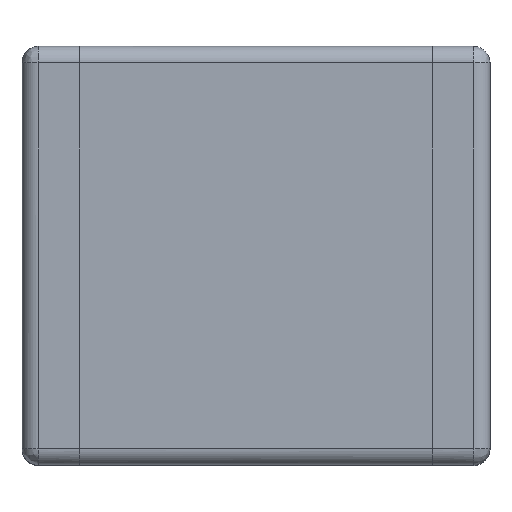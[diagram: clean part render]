
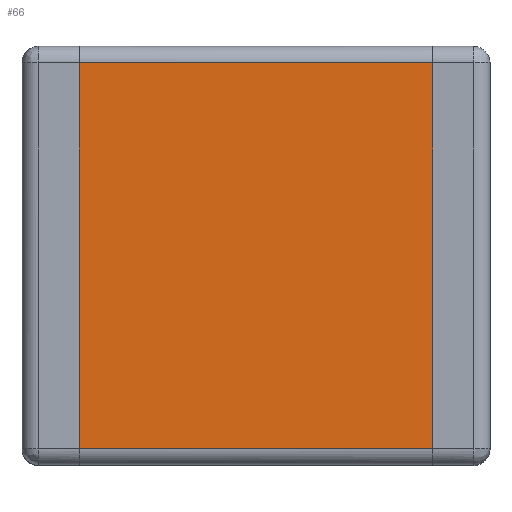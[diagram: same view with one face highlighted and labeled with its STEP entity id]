
A CAD part, top view. The second image highlights one B-rep face of the part: STEP entity #66.
In plain terms, the highlighted planar face has unit normal (0, 0, 1).
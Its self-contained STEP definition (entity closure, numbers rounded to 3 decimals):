
#66=ADVANCED_FACE('',(#112),#660,.T.);
#112=FACE_OUTER_BOUND('',#158,.T.);
#158=EDGE_LOOP('',(#272,#273,#274,#275));
#272=ORIENTED_EDGE('',*,*,#417,.F.);
#273=ORIENTED_EDGE('',*,*,#425,.F.);
#274=ORIENTED_EDGE('',*,*,#412,.F.);
#275=ORIENTED_EDGE('',*,*,#424,.F.);
#412=EDGE_CURVE('',#589,#588,#532,.T.);
#417=EDGE_CURVE('',#599,#598,#537,.T.);
#424=EDGE_CURVE('',#598,#589,#544,.T.);
#425=EDGE_CURVE('',#588,#599,#545,.T.);
#532=B_SPLINE_CURVE_WITH_KNOTS('',1,(#980,#981),.UNSPECIFIED.,.F.,.F.,(2,
2),(-54.663,-42.037),.UNSPECIFIED.);
#537=B_SPLINE_CURVE_WITH_KNOTS('',1,(#990,#991),.UNSPECIFIED.,.F.,.F.,(2,
2),(-27.063,-14.437),.UNSPECIFIED.);
#544=B_SPLINE_CURVE_WITH_KNOTS('',1,(#1004,#1005),.UNSPECIFIED.,.F.,.F.,
(2,2),(0.,4.3),.UNSPECIFIED.);
#545=B_SPLINE_CURVE_WITH_KNOTS('',1,(#1006,#1007),.UNSPECIFIED.,.F.,.F.,
(2,2),(0.,4.3),.UNSPECIFIED.);
#588=VERTEX_POINT('',#964);
#589=VERTEX_POINT('',#965);
#598=VERTEX_POINT('',#974);
#599=VERTEX_POINT('',#975);
#660=PLANE('',#706);
#706=AXIS2_PLACEMENT_3D('',#956,#747,$);
#747=DIRECTION('',(0.,0.,1.));
#956=CARTESIAN_POINT('',(2.15,-2.55,3.5));
#964=CARTESIAN_POINT('',(-2.15,2.35,3.5));
#965=CARTESIAN_POINT('',(-2.15,-2.35,3.5));
#974=CARTESIAN_POINT('',(2.15,-2.35,3.5));
#975=CARTESIAN_POINT('',(2.15,2.35,3.5));
#980=CARTESIAN_POINT('',(-2.15,-2.35,3.5));
#981=CARTESIAN_POINT('',(-2.15,2.35,3.5));
#990=CARTESIAN_POINT('',(2.15,2.35,3.5));
#991=CARTESIAN_POINT('',(2.15,-2.35,3.5));
#1004=CARTESIAN_POINT('',(2.15,-2.35,3.5));
#1005=CARTESIAN_POINT('',(-2.15,-2.35,3.5));
#1006=CARTESIAN_POINT('',(-2.15,2.35,3.5));
#1007=CARTESIAN_POINT('',(2.15,2.35,3.5));
